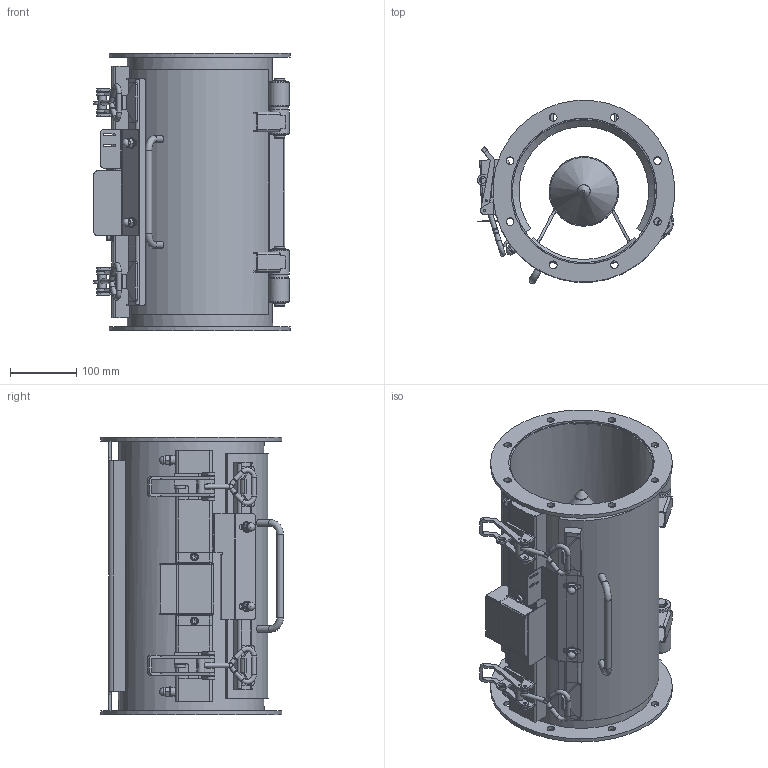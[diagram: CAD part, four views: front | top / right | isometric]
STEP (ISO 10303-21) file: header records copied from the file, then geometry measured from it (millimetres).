
FILE_DESCRIPTION(/* description */ (''),/* implementation_level */ '2;1');
FILE_NAME(/* name */ 'SPPF000160.stp',/* time_stamp */ '2018-07-28T08:45:01+02:00',/* author */ ('pw'),/* organization */ (''),/* preprocessor_version */ 'ST-DEVELOPER v16.5',/* originating_system */ 'Autodesk Inventor 2017',/* authorisation */ '');
FILE_SCHEMA (('AUTOMOTIVE_DESIGN { 1 0 10303 214 3 1 1 }'));
Length unit declared in the file: millimetre
Products named in the file (1): SPPF000160
Bounding box: 297.51 x 276.21 x 420 mm (x, y, z)
Volume: 2089187 mm3; surface area: 1209484.9 mm2
Topology: 11 solids, 16 shells, 1271 faces, 3383 edges, 2138 vertices
Faces by surface type: plane 675, cylinder 460, cone 97, torus 20, bspline 14, sphere 5
Full cylindrical faces by diameter (mm): 1.7 x8, 2.459 x2, 3 x4, 3.242 x2, 4 x8, 5 x4, 5.5 x2, 6 x6, 6.3 x2, 6.4 x2, 6.647 x4, 7 x12, 8 x8, 8.4 x4, 10 x9, 10.106 x4, 10.5 x1, 11 x1, 11.5 x16, 12 x4, 12.5 x4, 13 x2, 13.5 x4, 15.2 x4, 15.6 x1, 16 x9, 17 x1, 19 x2, 20 x1, 28 x2
Entity records: 41200 total; most frequent: CARTESIAN_POINT 9475, DIRECTION 6425, ORIENTED_EDGE 6030, EDGE_CURVE 2995, AXIS2_PLACEMENT_3D 2382, VERTEX_POINT 2008, EDGE_LOOP 1735, LINE 1661
